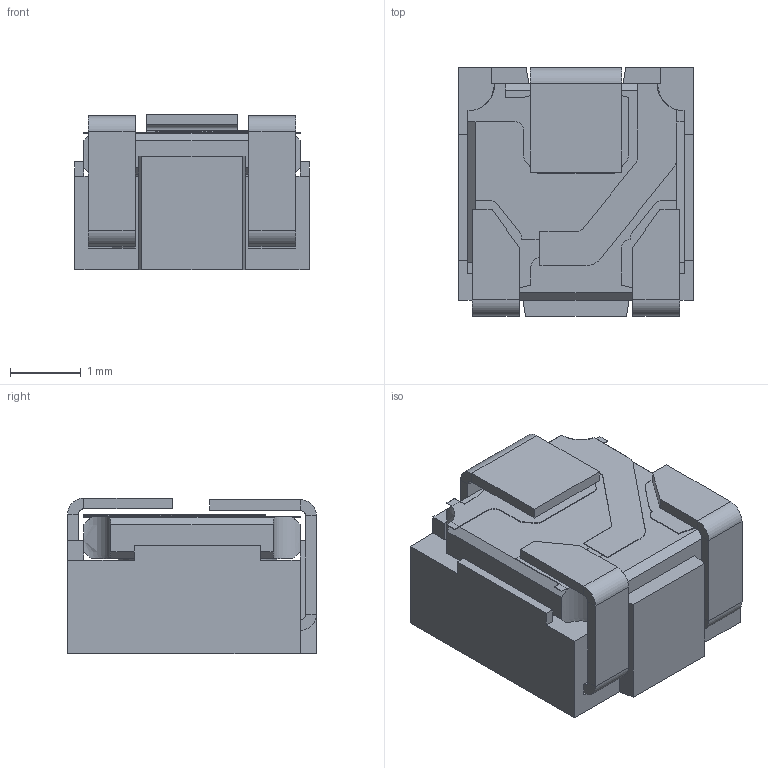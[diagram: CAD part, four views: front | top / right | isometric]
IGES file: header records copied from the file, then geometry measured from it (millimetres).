
Start section:  PTC IGES file: 3313X001.igs
Global section: file name: 3313X001.igs; native system: Creo Parametric by Parametric Technology Corporation; preprocessor: 2012230; author: stevec; organization: Unknown; date: 20121030.103248; units: inch
Bounding box: 3.3 x 3.51 x 2.2 mm (x, y, z)
Volume: 17.9 mm3; surface area: 117.8 mm2
Topology: 2 solids, 3 shells, 299 faces, 791 edges, 497 vertices
Faces by surface type: bspline 225, revolution 74
